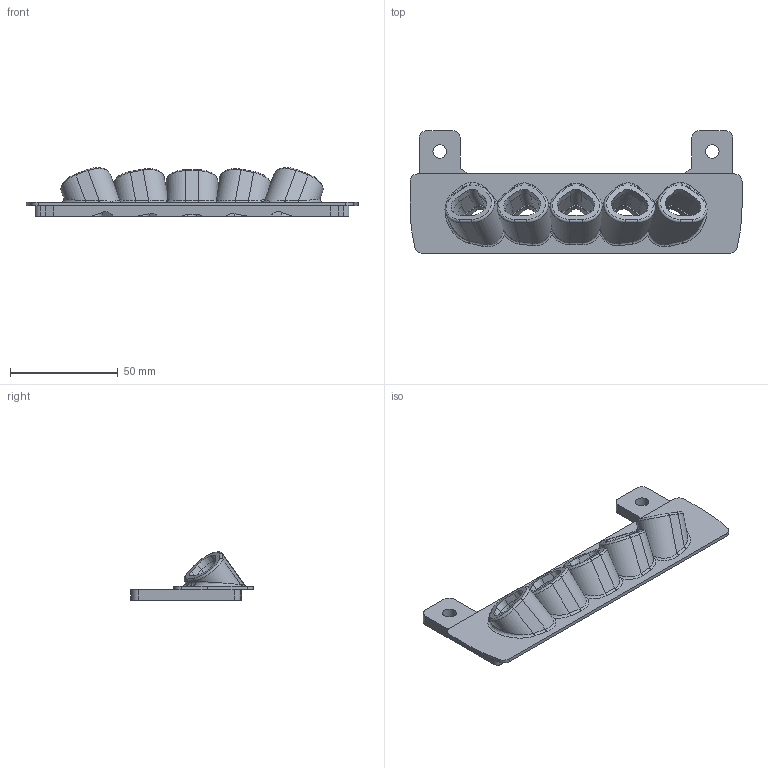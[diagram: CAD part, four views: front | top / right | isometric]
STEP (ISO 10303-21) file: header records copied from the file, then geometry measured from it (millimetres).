
FILE_DESCRIPTION(('Open CASCADE Model'),'2;1');
FILE_NAME('Open CASCADE Shape Model','2024-08-27T16:24:02',('Author'),( 'Open CASCADE'),'Open CASCADE STEP processor 7.7','Open CASCADE 7.7' ,'Unknown');
FILE_SCHEMA(('AUTOMOTIVE_DESIGN { 1 0 10303 214 1 1 1 1 }'));
Length unit declared in the file: millimetre
Products named in the file (1): Open CASCADE STEP translator 7.7 14
Bounding box: 154 x 56.8 x 22.6 mm (x, y, z)
Volume: 41653.1 mm3; surface area: 21703.6 mm2
Topology: 1 solids, 1 shells, 246 faces, 629 edges, 388 vertices
Faces by surface type: cylinder 95, plane 94, bspline 27, torus 15, cone 15
Full cylindrical faces by diameter (mm): 4.7 x2, 6.3 x2
Entity records: 23387 total; most frequent: CARTESIAN_POINT 11111, DIRECTION 2233, LINE 1316, VECTOR 1316, ORIENTED_EDGE 1258, PCURVE 1258, DEFINITIONAL_REPRESENTATION 1258, EDGE_CURVE 629
